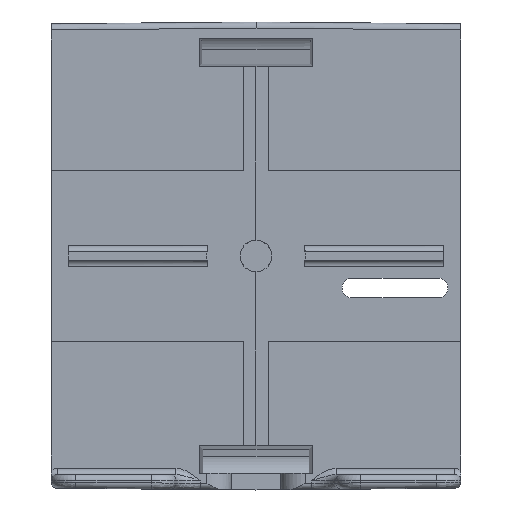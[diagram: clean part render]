
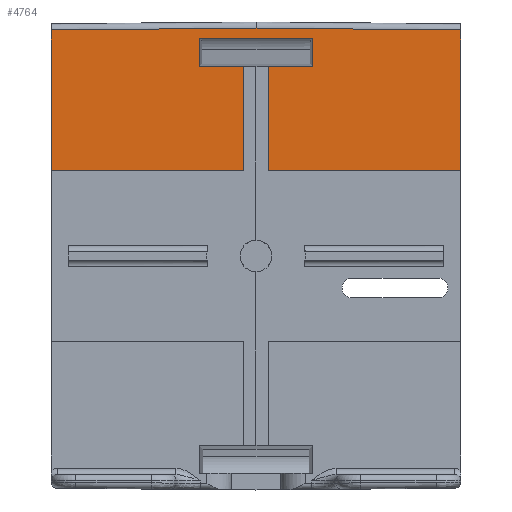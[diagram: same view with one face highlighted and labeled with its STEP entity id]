
A CAD part, front view. The second image highlights one B-rep face of the part: STEP entity #4764.
In plain terms, the highlighted planar face has unit normal (0, -1, 0).
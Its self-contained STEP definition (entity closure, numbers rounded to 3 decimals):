
#228=PLANE('',#5119);
#388=FACE_OUTER_BOUND('',#663,.T.);
#663=EDGE_LOOP('',(#3488,#3489,#3490,#3491,#3492,#3493,#3494,#3495,#3496,
#3497,#3498,#3499,#3500));
#877=LINE('',#6963,#1353);
#1052=LINE('',#7685,#1528);
#1055=LINE('',#7694,#1531);
#1056=LINE('',#7697,#1532);
#1057=LINE('',#7699,#1533);
#1058=LINE('',#7701,#1534);
#1059=LINE('',#7703,#1535);
#1060=LINE('',#7704,#1536);
#1061=LINE('',#7706,#1537);
#1062=LINE('',#7708,#1538);
#1063=LINE('',#7710,#1539);
#1064=LINE('',#7712,#1540);
#1065=LINE('',#7713,#1541);
#1353=VECTOR('',#5494,10.);
#1528=VECTOR('',#5921,10.);
#1531=VECTOR('',#5930,10.);
#1532=VECTOR('',#5933,10.);
#1533=VECTOR('',#5934,10.);
#1534=VECTOR('',#5935,10.);
#1535=VECTOR('',#5936,10.);
#1536=VECTOR('',#5937,10.);
#1537=VECTOR('',#5938,10.);
#1538=VECTOR('',#5939,10.);
#1539=VECTOR('',#5940,10.);
#1540=VECTOR('',#5941,10.);
#1541=VECTOR('',#5942,10.);
#1959=VERTEX_POINT('',#6960);
#1960=VERTEX_POINT('',#6962);
#2151=VERTEX_POINT('',#7646);
#2152=VERTEX_POINT('',#7684);
#2155=VERTEX_POINT('',#7692);
#2156=VERTEX_POINT('',#7696);
#2157=VERTEX_POINT('',#7698);
#2158=VERTEX_POINT('',#7700);
#2159=VERTEX_POINT('',#7702);
#2160=VERTEX_POINT('',#7705);
#2161=VERTEX_POINT('',#7707);
#2162=VERTEX_POINT('',#7709);
#2163=VERTEX_POINT('',#7711);
#2419=EDGE_CURVE('',#1960,#1959,#877,.T.);
#2677=EDGE_CURVE('',#2151,#2152,#1052,.T.);
#2682=EDGE_CURVE('',#2155,#2151,#1055,.T.);
#2683=EDGE_CURVE('',#2155,#2156,#1056,.T.);
#2684=EDGE_CURVE('',#2156,#2157,#1057,.T.);
#2685=EDGE_CURVE('',#2157,#2158,#1058,.T.);
#2686=EDGE_CURVE('',#2158,#2159,#1059,.T.);
#2687=EDGE_CURVE('',#2159,#1960,#1060,.T.);
#2688=EDGE_CURVE('',#1959,#2160,#1061,.T.);
#2689=EDGE_CURVE('',#2160,#2161,#1062,.T.);
#2690=EDGE_CURVE('',#2161,#2162,#1063,.T.);
#2691=EDGE_CURVE('',#2162,#2163,#1064,.T.);
#2692=EDGE_CURVE('',#2163,#2152,#1065,.T.);
#3488=ORIENTED_EDGE('',*,*,#2677,.F.);
#3489=ORIENTED_EDGE('',*,*,#2682,.F.);
#3490=ORIENTED_EDGE('',*,*,#2683,.T.);
#3491=ORIENTED_EDGE('',*,*,#2684,.T.);
#3492=ORIENTED_EDGE('',*,*,#2685,.T.);
#3493=ORIENTED_EDGE('',*,*,#2686,.T.);
#3494=ORIENTED_EDGE('',*,*,#2687,.T.);
#3495=ORIENTED_EDGE('',*,*,#2419,.T.);
#3496=ORIENTED_EDGE('',*,*,#2688,.T.);
#3497=ORIENTED_EDGE('',*,*,#2689,.T.);
#3498=ORIENTED_EDGE('',*,*,#2690,.T.);
#3499=ORIENTED_EDGE('',*,*,#2691,.T.);
#3500=ORIENTED_EDGE('',*,*,#2692,.T.);
#4764=ADVANCED_FACE('',(#388),#228,.T.);
#5119=AXIS2_PLACEMENT_3D('',#7695,#5931,#5932);
#5494=DIRECTION('',(1.,0.,0.));
#5921=DIRECTION('',(1.,0.,-0.009));
#5930=DIRECTION('',(1.,0.,0.009));
#5931=DIRECTION('center_axis',(0.,-1.,0.));
#5932=DIRECTION('ref_axis',(0.,0.,-1.));
#5933=DIRECTION('',(0.,0.,-1.));
#5934=DIRECTION('',(1.,0.,0.));
#5935=DIRECTION('',(0.,0.,1.));
#5936=DIRECTION('',(-1.,0.,0.));
#5937=DIRECTION('',(0.,0.,1.));
#5938=DIRECTION('',(0.,0.,-1.));
#5939=DIRECTION('',(-1.,0.,0.));
#5940=DIRECTION('',(0.,0.,-1.));
#5941=DIRECTION('',(1.,0.,0.));
#5942=DIRECTION('',(0.,0.,1.));
#6960=CARTESIAN_POINT('',(9.25,-6.,35.25));
#6962=CARTESIAN_POINT('',(-9.25,-6.,35.25));
#6963=CARTESIAN_POINT('',(-4.625,-6.,35.25));
#7646=CARTESIAN_POINT('',(0.,-6.,37.));
#7684=CARTESIAN_POINT('',(33.25,-6.,36.71));
#7685=CARTESIAN_POINT('',(-16.467,-6.,37.144));
#7692=CARTESIAN_POINT('',(-33.25,-6.,36.71));
#7694=CARTESIAN_POINT('',(-16.781,-6.,36.854));
#7695=CARTESIAN_POINT('Origin',(0.,-6.,0.));
#7696=CARTESIAN_POINT('',(-33.25,-6.,13.838));
#7697=CARTESIAN_POINT('',(-33.25,-6.,19.));
#7698=CARTESIAN_POINT('',(-2.,-6.,13.838));
#7699=CARTESIAN_POINT('',(-16.625,-6.,13.838));
#7700=CARTESIAN_POINT('',(-2.,-6.,30.75));
#7701=CARTESIAN_POINT('',(-2.,-6.,6.919));
#7702=CARTESIAN_POINT('',(-9.25,-6.,30.75));
#7703=CARTESIAN_POINT('',(-1.,-6.,30.75));
#7704=CARTESIAN_POINT('',(-9.25,-6.,15.375));
#7705=CARTESIAN_POINT('',(9.25,-6.,30.75));
#7706=CARTESIAN_POINT('',(9.25,-6.,17.625));
#7707=CARTESIAN_POINT('',(2.,-6.,30.75));
#7708=CARTESIAN_POINT('',(4.625,-6.,30.75));
#7709=CARTESIAN_POINT('',(2.,-6.,13.838));
#7710=CARTESIAN_POINT('',(2.,-6.,15.375));
#7711=CARTESIAN_POINT('',(33.25,-6.,13.838));
#7712=CARTESIAN_POINT('',(1.,-6.,13.838));
#7713=CARTESIAN_POINT('',(33.25,-6.,6.919));
